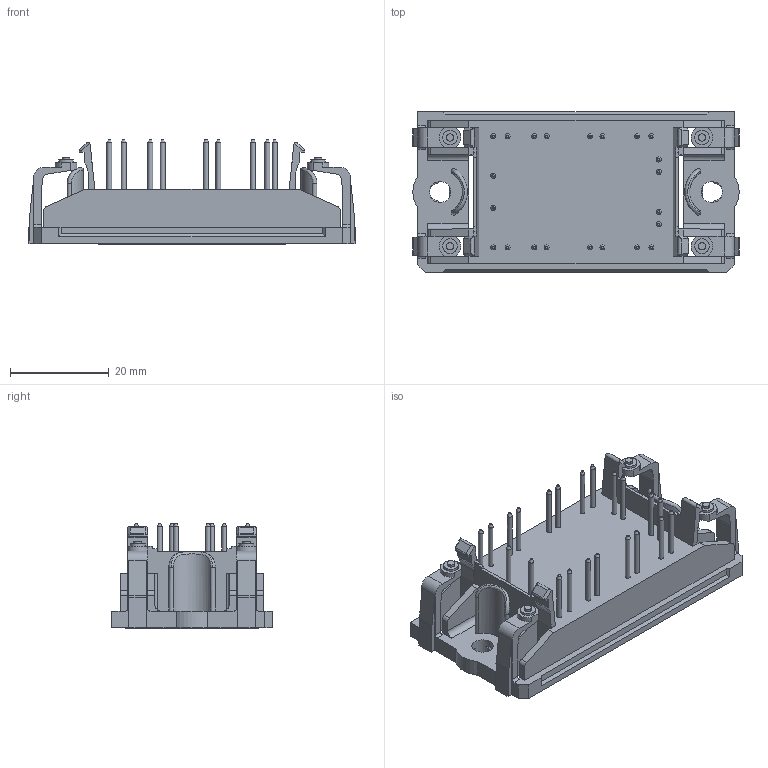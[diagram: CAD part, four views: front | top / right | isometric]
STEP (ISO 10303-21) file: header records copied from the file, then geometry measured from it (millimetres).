
FILE_DESCRIPTION( ( 'Unknown' ), '1' );
FILE_NAME( 'FLOW0-4C17W-P620-01-OL.stp', 'Unknown', ( 'Unknown' ), ( 'Unknown' ), 'PSStep 16.0.42', 'Unknown', ' ' );
FILE_SCHEMA( ( 'AUTOMOTIVE_DESIGN { 1 0 10303 214 1 1 1 1 }' ) );
Length unit declared in the file: millimetre
Products named in the file (1): 1
Bounding box: 66 x 32.5 x 21.28 mm (x, y, z)
Volume: 17615.4 mm3; surface area: 9789.7 mm2
Topology: 1 solids, 1 shells, 367 faces, 967 edges, 626 vertices
Faces by surface type: plane 227, cylinder 106, cone 30, bspline 4
Full cylindrical faces by diameter (mm): 1 x22, 1.5 x4, 3 x4, 4.3 x2
Entity records: 16162 total; most frequent: CARTESIAN_POINT 4320, DIRECTION 1860, ORIENTED_EDGE 1760, EDGE_CURVE 880, AXIS2_PLACEMENT_3D 626, LINE 608, VECTOR 608, VERTEX_POINT 602
